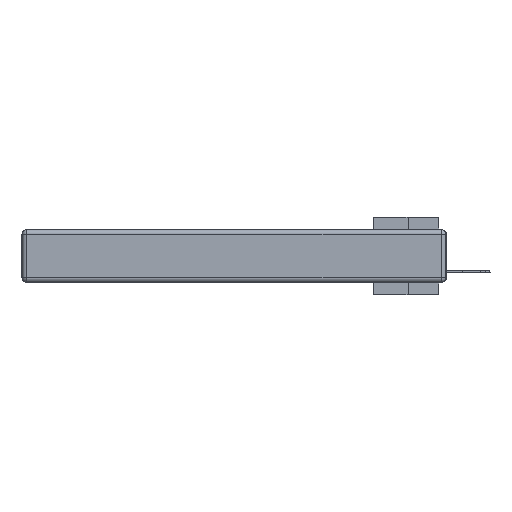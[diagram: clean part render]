
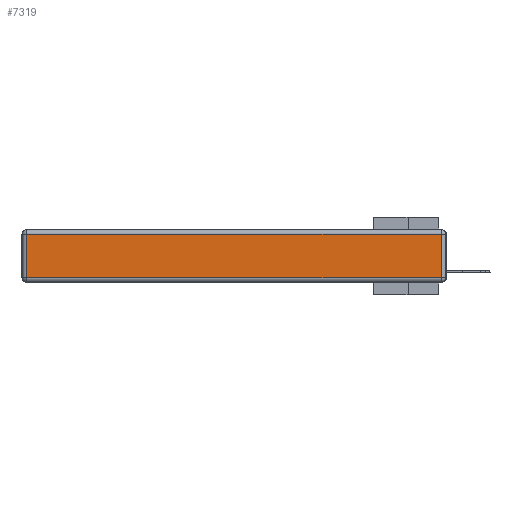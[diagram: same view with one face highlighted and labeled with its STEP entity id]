
A CAD part, left-side view. The second image highlights one B-rep face of the part: STEP entity #7319.
In plain terms, the highlighted planar face has unit normal (-1, 0, 0).
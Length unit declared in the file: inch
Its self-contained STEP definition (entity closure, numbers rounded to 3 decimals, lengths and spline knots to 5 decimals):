
#1923 = VERTEX_POINT ( 'NONE', #34859 ) ;
#2288 = DIRECTION ( 'NONE',  ( 0., 1., 0. ) ) ;
#2694 = LINE ( 'NONE', #23989, #15231 ) ;
#5679 = VECTOR ( 'NONE', #38174, 39.37008 ) ;
#7319 = ADVANCED_FACE ( 'NONE', ( #13984 ), #9766, .T. ) ;
#7451 = CARTESIAN_POINT ( 'NONE',  ( 0., 2.72, -0.03 ) ) ;
#8701 = EDGE_CURVE ( 'NONE', #27626, #15183, #2694, .T. ) ;
#9766 = PLANE ( 'NONE',  #23985 ) ;
#10706 = CARTESIAN_POINT ( 'NONE',  ( 0., 2.72, -0.343 ) ) ;
#10759 = ORIENTED_EDGE ( 'NONE', *, *, #31816, .T. ) ;
#11942 = VERTEX_POINT ( 'NONE', #7451 ) ;
#12220 = VECTOR ( 'NONE', #13437, 39.37008 ) ;
#13437 = DIRECTION ( 'NONE',  ( 0., 0., -1. ) ) ;
#13984 = FACE_OUTER_BOUND ( 'NONE', #25716, .T. ) ;
#15183 = VERTEX_POINT ( 'NONE', #36920 ) ;
#15231 = VECTOR ( 'NONE', #21868, 39.37008 ) ;
#16368 = CARTESIAN_POINT ( 'NONE',  ( 0., 0.03, -0.343 ) ) ;
#17460 = ORIENTED_EDGE ( 'NONE', *, *, #37029, .T. ) ;
#18720 = ORIENTED_EDGE ( 'NONE', *, *, #30431, .T. ) ;
#18831 = DIRECTION ( 'NONE',  ( 0., 0., 1. ) ) ;
#21868 = DIRECTION ( 'NONE',  ( 0., -1., 0. ) ) ;
#23985 = AXIS2_PLACEMENT_3D ( 'NONE', #30680, #36702, #18831 ) ;
#23989 = CARTESIAN_POINT ( 'NONE',  ( 0., 0., -0.313 ) ) ;
#25716 = EDGE_LOOP ( 'NONE', ( #30163, #10759, #17460, #18720 ) ) ;
#26420 = VECTOR ( 'NONE', #2288, 39.37008 ) ;
#27626 = VERTEX_POINT ( 'NONE', #34714 ) ;
#28591 = LINE ( 'NONE', #16368, #5679 ) ;
#30163 = ORIENTED_EDGE ( 'NONE', *, *, #8701, .T. ) ;
#30431 = EDGE_CURVE ( 'NONE', #11942, #27626, #36509, .T. ) ;
#30680 = CARTESIAN_POINT ( 'NONE',  ( 0., 0., -0.343 ) ) ;
#31816 = EDGE_CURVE ( 'NONE', #15183, #1923, #28591, .T. ) ;
#32445 = LINE ( 'NONE', #38271, #26420 ) ;
#34714 = CARTESIAN_POINT ( 'NONE',  ( 0., 2.72, -0.313 ) ) ;
#34859 = CARTESIAN_POINT ( 'NONE',  ( 0., 0.03, -0.03 ) ) ;
#36509 = LINE ( 'NONE', #10706, #12220 ) ;
#36702 = DIRECTION ( 'NONE',  ( -1., 0., 0. ) ) ;
#36920 = CARTESIAN_POINT ( 'NONE',  ( 0., 0.03, -0.313 ) ) ;
#37029 = EDGE_CURVE ( 'NONE', #1923, #11942, #32445, .T. ) ;
#38174 = DIRECTION ( 'NONE',  ( 0., 0., 1. ) ) ;
#38271 = CARTESIAN_POINT ( 'NONE',  ( 0., 2.75, -0.03 ) ) ;
